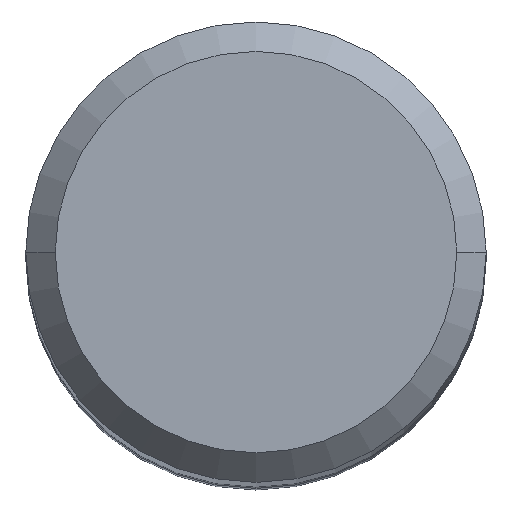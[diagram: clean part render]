
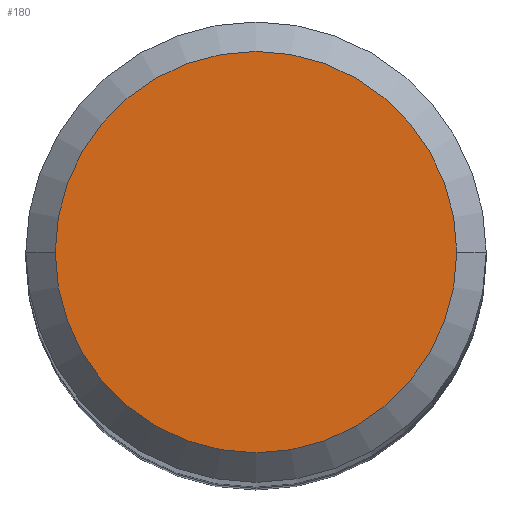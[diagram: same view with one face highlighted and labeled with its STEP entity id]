
A CAD part, top view. The second image highlights one B-rep face of the part: STEP entity #180.
In plain terms, the highlighted planar face has unit normal (0, 0, 1).
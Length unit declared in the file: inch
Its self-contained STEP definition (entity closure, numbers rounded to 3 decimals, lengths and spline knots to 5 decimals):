
#1 = EDGE_CURVE ( 'NONE', #314, #108, #77, .T. ) ;
#13 = CARTESIAN_POINT ( 'NONE',  ( 0.13625, 0., 0. ) ) ;
#21 = DIRECTION ( 'NONE',  ( 0., 0., 1. ) ) ;
#57 = DIRECTION ( 'NONE',  ( 1., 0., 0. ) ) ;
#66 = FACE_OUTER_BOUND ( 'NONE', #321, .T. ) ;
#75 = DIRECTION ( 'NONE',  ( 1., 0., 0. ) ) ;
#77 = CIRCLE ( 'NONE', #196, 0.13625 ) ;
#108 = VERTEX_POINT ( 'NONE', #13 ) ;
#150 = DIRECTION ( 'NONE',  ( -1., 0., 0. ) ) ;
#180 = ADVANCED_FACE ( 'NONE', ( #66 ), #351, .F. ) ;
#189 = CARTESIAN_POINT ( 'NONE',  ( -0.13625, 0., 0. ) ) ;
#196 = AXIS2_PLACEMENT_3D ( 'NONE', #244, #463, #75 ) ;
#240 = ORIENTED_EDGE ( 'NONE', *, *, #1, .T. ) ;
#244 = CARTESIAN_POINT ( 'NONE',  ( 0., 0., 0. ) ) ;
#295 = CIRCLE ( 'NONE', #385, 0.13625 ) ;
#298 = EDGE_CURVE ( 'NONE', #108, #314, #295, .T. ) ;
#314 = VERTEX_POINT ( 'NONE', #189 ) ;
#321 = EDGE_LOOP ( 'NONE', ( #240, #460 ) ) ;
#351 = PLANE ( 'NONE',  #440 ) ;
#379 = CARTESIAN_POINT ( 'NONE',  ( 0., 0., 0. ) ) ;
#385 = AXIS2_PLACEMENT_3D ( 'NONE', #379, #21, #57 ) ;
#414 = CARTESIAN_POINT ( 'NONE',  ( 0., 0.13625, 0. ) ) ;
#440 = AXIS2_PLACEMENT_3D ( 'NONE', #414, #535, #150 ) ;
#460 = ORIENTED_EDGE ( 'NONE', *, *, #298, .T. ) ;
#463 = DIRECTION ( 'NONE',  ( 0., 0., 1. ) ) ;
#535 = DIRECTION ( 'NONE',  ( 0., 0., -1. ) ) ;
